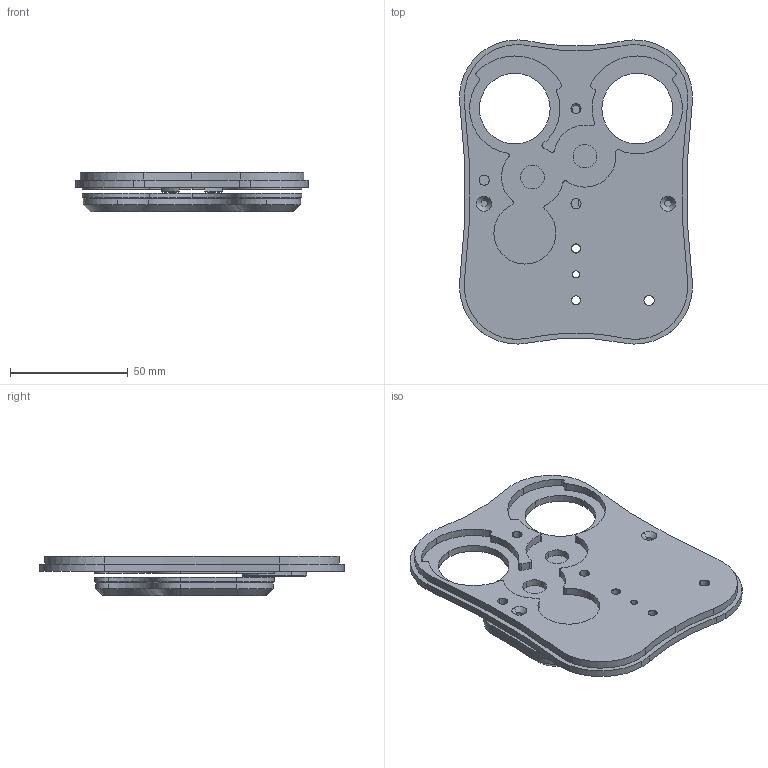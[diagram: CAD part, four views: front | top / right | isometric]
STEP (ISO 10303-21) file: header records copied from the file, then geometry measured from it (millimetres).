
FILE_DESCRIPTION (( 'STEP AP203' ), '1' );
FILE_NAME ('d3_mold1_o.STEP', '2015-02-27T23:21:41', ( '' ), ( '' ), 'SwSTEP 2.0', 'SolidWorks 2013', '' );
FILE_SCHEMA (( 'CONFIG_CONTROL_DESIGN' ));
Length unit declared in the file: millimetre
Products named in the file (1): d3_mold1_o
Bounding box: 98.95 x 129.14 x 16.85 mm (x, y, z)
Volume: 64921.8 mm3; surface area: 38835.9 mm2
Topology: 2 solids, 2 shells, 263 faces, 677 edges, 428 vertices
Faces by surface type: cylinder 149, cone 57, plane 42, bspline 11, torus 4
Entity records: 8542 total; most frequent: CARTESIAN_POINT 1804, DIRECTION 1503, ORIENTED_EDGE 1354, EDGE_CURVE 677, AXIS2_PLACEMENT_3D 603, VERTEX_POINT 428, CIRCLE 350, VECTOR 297
